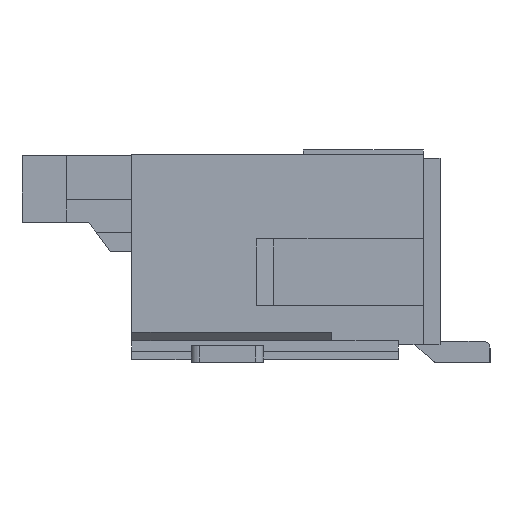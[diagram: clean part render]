
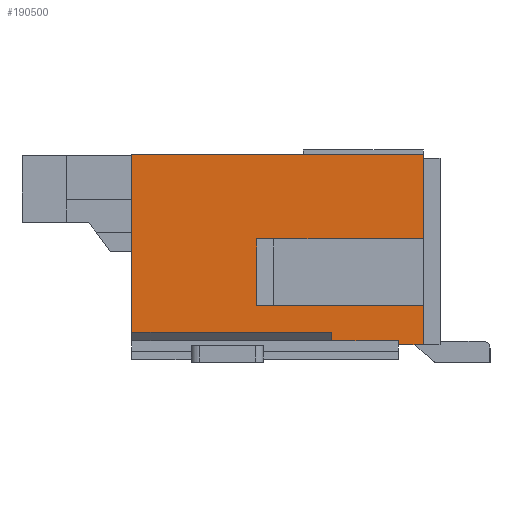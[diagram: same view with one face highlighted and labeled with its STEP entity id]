
A CAD part, left-side view. The second image highlights one B-rep face of the part: STEP entity #190500.
In plain terms, the highlighted planar face has unit normal (-1, 0, 0).
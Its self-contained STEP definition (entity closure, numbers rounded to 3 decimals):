
#130760=CARTESIAN_POINT('',(4.847,51.71,0.14));
#130770=VERTEX_POINT('',#130760);
#130800=CARTESIAN_POINT('',(4.847,51.71,0.));
#130810=DIRECTION('',(0.,0.,-1.));
#130820=VECTOR('',#130810,1.);
#130830=LINE('',#130800,#130820);
#130840=CARTESIAN_POINT('',(4.847,51.71,0.61));
#130850=VERTEX_POINT('',#130840);
#130860=EDGE_CURVE('',#130850,#130770,#130830,.T.);
#131080=CARTESIAN_POINT('',(4.847,51.71,1.41));
#131090=VERTEX_POINT('',#131080);
#131120=CARTESIAN_POINT('',(4.847,51.71,0.));
#131130=DIRECTION('',(0.,0.,-1.));
#131140=VECTOR('',#131130,1.);
#131150=LINE('',#131120,#131140);
#131160=CARTESIAN_POINT('',(4.847,51.71,2.42));
#131170=VERTEX_POINT('',#131160);
#131180=EDGE_CURVE('',#131170,#131090,#131150,.T.);
#184450=CARTESIAN_POINT('',(4.847,52.01,0.14));
#184460=VERTEX_POINT('',#184450);
#184490=CARTESIAN_POINT('',(4.847,0.,0.14));
#184500=DIRECTION('',(0.,1.,0.));
#184510=VECTOR('',#184500,1.);
#184520=LINE('',#184490,#184510);
#184530=EDGE_CURVE('',#130770,#184460,#184520,.T.);
#189540=CARTESIAN_POINT('',(4.847,0.,2.42));
#189550=DIRECTION('',(0.,-1.,0.));
#189560=VECTOR('',#189550,1.);
#189570=LINE('',#189540,#189560);
#189580=CARTESIAN_POINT('',(4.847,55.21,2.42));
#189590=VERTEX_POINT('',#189580);
#189600=EDGE_CURVE('',#189590,#131170,#189570,.T.);
#189790=CARTESIAN_POINT('',(4.847,55.21,0.));
#189800=DIRECTION('',(1.,0.,0.));
#189810=DIRECTION('',(0.,-1.,0.));
#189820=AXIS2_PLACEMENT_3D('',#189790,#189800,#189810);
#189830=PLANE('',#189820);
#189840=CARTESIAN_POINT('',(4.847,0.,0.19));
#189850=DIRECTION('',(0.,1.,0.));
#189860=VECTOR('',#189850,1.);
#189870=LINE('',#189840,#189860);
#189880=CARTESIAN_POINT('',(4.847,52.01,0.19));
#189890=VERTEX_POINT('',#189880);
#189900=CARTESIAN_POINT('',(4.847,52.81,0.19));
#189910=VERTEX_POINT('',#189900);
#189920=EDGE_CURVE('',#189890,#189910,#189870,.T.);
#189930=ORIENTED_EDGE('',*,*,#189920,.F.);
#189940=CARTESIAN_POINT('',(4.847,52.81,0.));
#189950=DIRECTION('',(0.,0.,1.));
#189960=VECTOR('',#189950,1.);
#189970=LINE('',#189940,#189960);
#189980=CARTESIAN_POINT('',(4.847,52.81,0.29));
#189990=VERTEX_POINT('',#189980);
#190000=EDGE_CURVE('',#189910,#189990,#189970,.T.);
#190010=ORIENTED_EDGE('',*,*,#190000,.F.);
#190020=CARTESIAN_POINT('',(4.847,0.,0.29));
#190030=DIRECTION('',(0.,-1.,0.));
#190040=VECTOR('',#190030,1.);
#190050=LINE('',#190020,#190040);
#190060=CARTESIAN_POINT('',(4.847,55.21,0.29));
#190070=VERTEX_POINT('',#190060);
#190080=EDGE_CURVE('',#190070,#189990,#190050,.T.);
#190090=ORIENTED_EDGE('',*,*,#190080,.T.);
#190100=CARTESIAN_POINT('',(4.847,55.21,0.));
#190110=DIRECTION('',(0.,0.,1.));
#190120=VECTOR('',#190110,1.);
#190130=LINE('',#190100,#190120);
#190140=EDGE_CURVE('',#190070,#189590,#190130,.T.);
#190150=ORIENTED_EDGE('',*,*,#190140,.F.);
#190160=ORIENTED_EDGE('',*,*,#189600,.F.);
#190170=ORIENTED_EDGE('',*,*,#131180,.F.);
#190180=CARTESIAN_POINT('',(4.847,0.,1.41));
#190190=DIRECTION('',(0.,1.,0.));
#190200=VECTOR('',#190190,1.);
#190210=LINE('',#190180,#190200);
#190220=CARTESIAN_POINT('',(4.847,53.71,1.41));
#190230=VERTEX_POINT('',#190220);
#190240=EDGE_CURVE('',#131090,#190230,#190210,.T.);
#190250=ORIENTED_EDGE('',*,*,#190240,.F.);
#190260=CARTESIAN_POINT('',(4.847,53.71,0.));
#190270=DIRECTION('',(0.,0.,-1.));
#190280=VECTOR('',#190270,1.);
#190290=LINE('',#190260,#190280);
#190300=CARTESIAN_POINT('',(4.847,53.71,0.61));
#190310=VERTEX_POINT('',#190300);
#190320=EDGE_CURVE('',#190230,#190310,#190290,.T.);
#190330=ORIENTED_EDGE('',*,*,#190320,.F.);
#190340=CARTESIAN_POINT('',(4.847,0.,0.61));
#190350=DIRECTION('',(0.,-1.,0.));
#190360=VECTOR('',#190350,1.);
#190370=LINE('',#190340,#190360);
#190380=EDGE_CURVE('',#190310,#130850,#190370,.T.);
#190390=ORIENTED_EDGE('',*,*,#190380,.F.);
#190400=ORIENTED_EDGE('',*,*,#130860,.F.);
#190410=ORIENTED_EDGE('',*,*,#184530,.F.);
#190420=CARTESIAN_POINT('',(4.847,52.01,0.));
#190430=DIRECTION('',(0.,0.,1.));
#190440=VECTOR('',#190430,1.);
#190450=LINE('',#190420,#190440);
#190460=EDGE_CURVE('',#184460,#189890,#190450,.T.);
#190470=ORIENTED_EDGE('',*,*,#190460,.F.);
#190480=EDGE_LOOP('',(#190470,#190410,#190400,#190390,#190330,#190250,
#190170,#190160,#190150,#190090,#190010,#189930));
#190490=FACE_OUTER_BOUND('',#190480,.T.);
#190500=ADVANCED_FACE('',(#190490),#189830,.F.);
